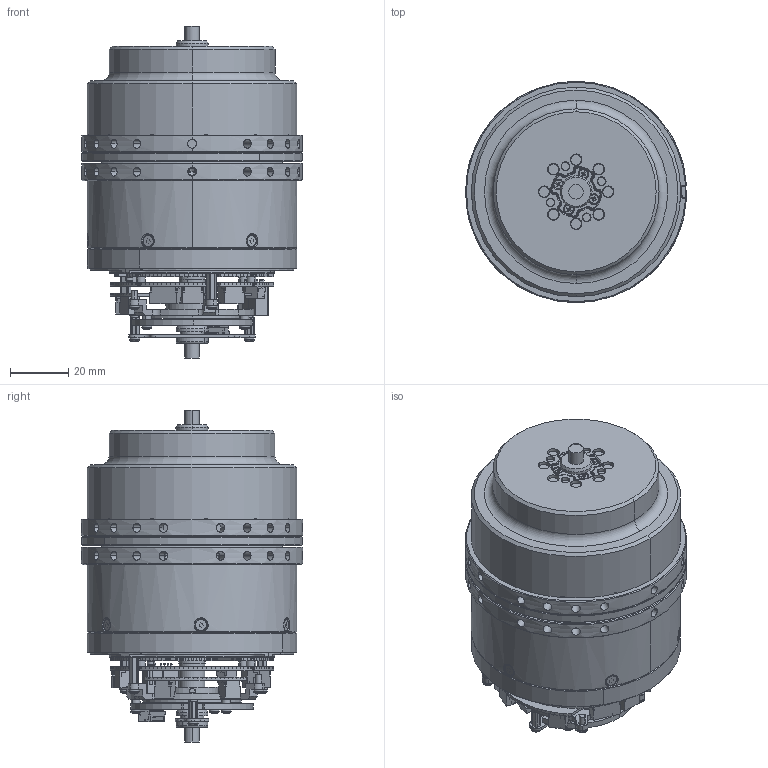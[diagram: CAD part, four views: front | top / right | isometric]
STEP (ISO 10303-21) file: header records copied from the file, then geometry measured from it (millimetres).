
FILE_DESCRIPTION (( 'STEP AP203' ), '1' );
FILE_NAME ('3821701-000000-002 MJB17壽誹耀郪-RevA4.STEP', '2023-09-11T08:53:32', ( '' ), ( '' ), 'SwSTEP 2.0', 'SolidWorks 2016', '' );
FILE_SCHEMA (( 'CONFIG_CONTROL_DESIGN' ));
Products named in the file (1): 3821701-000000-002 MJB17壽誹耀郪-RevA4
Bounding box: 75.93 x 76 x 114.1 mm (x, y, z)
Volume: 309121.9 mm3; surface area: 73034.7 mm2
Topology: 51 solids, 65 shells, 4013 faces, 10511 edges, 6752 vertices
Faces by surface type: plane 2456, cylinder 1075, cone 391, torus 39, sphere 36, bspline 16
Entity records: 127126 total; most frequent: CARTESIAN_POINT 27111, ORIENTED_EDGE 20882, DIRECTION 20388, EDGE_CURVE 10441, VECTOR 7426, LINE 7426, VERTEX_POINT 6752, AXIS2_PLACEMENT_3D 6481
